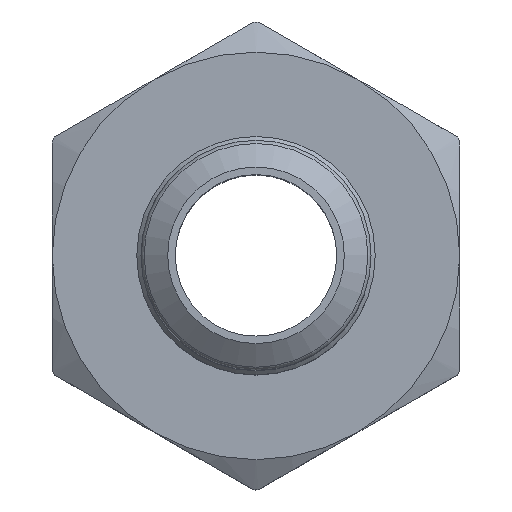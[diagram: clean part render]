
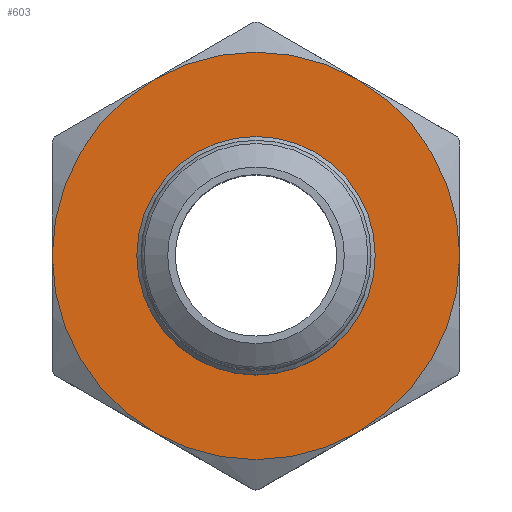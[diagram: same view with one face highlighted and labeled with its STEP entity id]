
A CAD part, top view. The second image highlights one B-rep face of the part: STEP entity #603.
In plain terms, the highlighted planar face has unit normal (0, 0, 1).
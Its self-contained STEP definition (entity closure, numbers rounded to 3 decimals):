
#34=FACE_BOUND('',#128,.T.);
#43=PLANE('',#700);
#88=FACE_OUTER_BOUND('',#127,.T.);
#127=EDGE_LOOP('',(#520,#521,#522,#523,#524,#525));
#128=EDGE_LOOP('',(#526));
#205=CIRCLE('',#654,13.5);
#207=CIRCLE('',#657,13.5);
#208=CIRCLE('',#659,13.5);
#211=CIRCLE('',#663,13.5);
#212=CIRCLE('',#665,13.5);
#215=CIRCLE('',#669,13.5);
#230=CIRCLE('',#701,7.9);
#248=VERTEX_POINT('',#944);
#250=VERTEX_POINT('',#950);
#252=VERTEX_POINT('',#957);
#254=VERTEX_POINT('',#968);
#258=VERTEX_POINT('',#981);
#260=VERTEX_POINT('',#992);
#284=VERTEX_POINT('',#1097);
#310=EDGE_CURVE('',#248,#250,#205,.T.);
#314=EDGE_CURVE('',#252,#248,#207,.T.);
#316=EDGE_CURVE('',#250,#254,#208,.T.);
#322=EDGE_CURVE('',#258,#252,#211,.T.);
#324=EDGE_CURVE('',#254,#260,#212,.T.);
#330=EDGE_CURVE('',#260,#258,#215,.T.);
#366=EDGE_CURVE('',#284,#284,#230,.T.);
#520=ORIENTED_EDGE('',*,*,#322,.T.);
#521=ORIENTED_EDGE('',*,*,#314,.T.);
#522=ORIENTED_EDGE('',*,*,#310,.T.);
#523=ORIENTED_EDGE('',*,*,#316,.T.);
#524=ORIENTED_EDGE('',*,*,#324,.T.);
#525=ORIENTED_EDGE('',*,*,#330,.T.);
#526=ORIENTED_EDGE('',*,*,#366,.T.);
#603=ADVANCED_FACE('',(#88,#34),#43,.F.);
#654=AXIS2_PLACEMENT_3D('',#954,#762,#763);
#657=AXIS2_PLACEMENT_3D('',#966,#768,#769);
#659=AXIS2_PLACEMENT_3D('',#973,#772,#773);
#663=AXIS2_PLACEMENT_3D('',#990,#780,#781);
#665=AXIS2_PLACEMENT_3D('',#997,#784,#785);
#669=AXIS2_PLACEMENT_3D('',#1013,#792,#793);
#700=AXIS2_PLACEMENT_3D('',#1096,#869,#870);
#701=AXIS2_PLACEMENT_3D('',#1098,#871,#872);
#762=DIRECTION('center_axis',(0.,0.,1.));
#763=DIRECTION('ref_axis',(0.,1.,0.));
#768=DIRECTION('center_axis',(0.,0.,1.));
#769=DIRECTION('ref_axis',(0.,1.,0.));
#772=DIRECTION('center_axis',(0.,0.,1.));
#773=DIRECTION('ref_axis',(0.,1.,0.));
#780=DIRECTION('center_axis',(0.,0.,1.));
#781=DIRECTION('ref_axis',(0.,1.,0.));
#784=DIRECTION('center_axis',(0.,0.,1.));
#785=DIRECTION('ref_axis',(0.,1.,0.));
#792=DIRECTION('center_axis',(0.,0.,1.));
#793=DIRECTION('ref_axis',(0.,1.,0.));
#869=DIRECTION('center_axis',(0.,0.,-1.));
#870=DIRECTION('ref_axis',(-1.,0.,0.));
#871=DIRECTION('center_axis',(0.,0.,-1.));
#872=DIRECTION('ref_axis',(1.,0.,0.));
#944=CARTESIAN_POINT('',(-6.75,-11.691,24.7));
#950=CARTESIAN_POINT('',(6.75,-11.691,24.7));
#954=CARTESIAN_POINT('Origin',(0.,0.,24.7));
#957=CARTESIAN_POINT('',(-13.5,0.,24.7));
#966=CARTESIAN_POINT('Origin',(0.,0.,24.7));
#968=CARTESIAN_POINT('',(13.5,0.,24.7));
#973=CARTESIAN_POINT('Origin',(0.,0.,24.7));
#981=CARTESIAN_POINT('',(-6.75,11.691,24.7));
#990=CARTESIAN_POINT('Origin',(0.,0.,24.7));
#992=CARTESIAN_POINT('',(6.75,11.691,24.7));
#997=CARTESIAN_POINT('Origin',(0.,0.,24.7));
#1013=CARTESIAN_POINT('Origin',(0.,0.,24.7));
#1096=CARTESIAN_POINT('Origin',(0.,7.9,24.7));
#1097=CARTESIAN_POINT('',(0.,-7.9,24.7));
#1098=CARTESIAN_POINT('Origin',(0.,0.,24.7));
